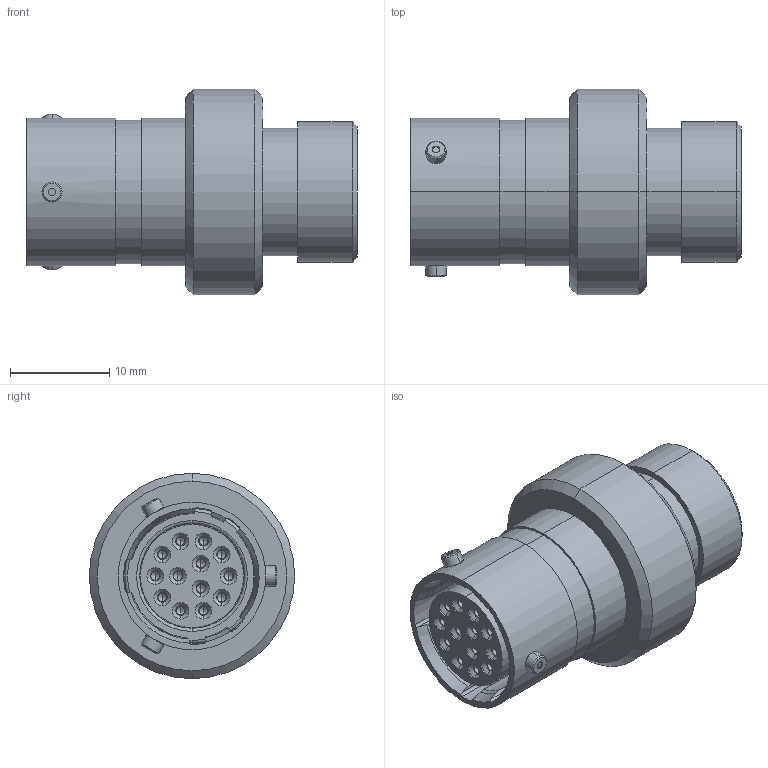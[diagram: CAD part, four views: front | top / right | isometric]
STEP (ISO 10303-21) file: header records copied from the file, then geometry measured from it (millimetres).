
FILE_DESCRIPTION (( 'STEP AP214' ), '1' );
FILE_NAME ('AS110-35SN.STEP', '2016-09-16T10:30:06', ( '' ), ( '' ), 'SwSTEP 2.0', 'SolidWorks 2014', '' );
FILE_SCHEMA (( 'AUTOMOTIVE_DESIGN' ));
Length unit declared in the file: millimetre
Products named in the file (1): AS110-35SN
Bounding box: 33.3 x 20.7 x 20.7 mm (x, y, z)
Volume: 5337.7 mm3; surface area: 8035.6 mm2
Topology: 4 solids, 8 shells, 1895 faces, 4043 edges, 2278 vertices
Faces by surface type: torus 694, cylinder 527, cone 394, plane 268, sphere 12
Entity records: 71877 total; most frequent: DIRECTION 10392, CARTESIAN_POINT 9041, ORIENTED_EDGE 8022, AXIS2_PLACEMENT_3D 4637, EDGE_CURVE 4011, CIRCLE 2741, VERTEX_POINT 2278, EDGE_LOOP 2049
